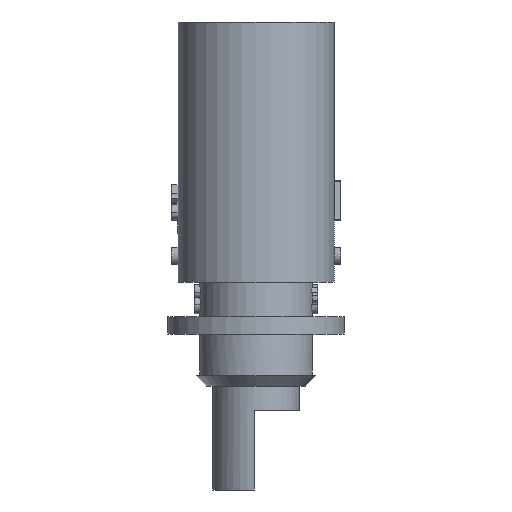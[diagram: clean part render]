
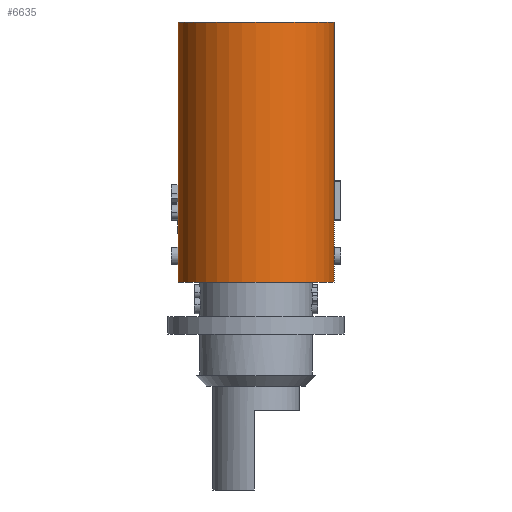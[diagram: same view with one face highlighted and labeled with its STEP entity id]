
A CAD part, left-side view. The second image highlights one B-rep face of the part: STEP entity #6635.
In plain terms, the highlighted cylindrical face has radius 2.25 mm (diameter 4.5 mm), a partial arc.
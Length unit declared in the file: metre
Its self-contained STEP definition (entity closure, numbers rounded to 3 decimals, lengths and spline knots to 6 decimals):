
#193=CYLINDRICAL_SURFACE('',#7124,0.00225);
#544=CIRCLE('',#7108,0.00225);
#547=CIRCLE('',#7112,0.00225);
#2216=ORIENTED_EDGE('',*,*,#3338,.F.);
#2217=ORIENTED_EDGE('',*,*,#3349,.T.);
#2218=ORIENTED_EDGE('',*,*,#3344,.T.);
#2219=ORIENTED_EDGE('',*,*,#3348,.F.);
#3338=EDGE_CURVE('',#4048,#4049,#544,.T.);
#3344=EDGE_CURVE('',#4054,#4055,#547,.T.);
#3348=EDGE_CURVE('',#4049,#4055,#4626,.T.);
#3349=EDGE_CURVE('',#4048,#4054,#4627,.T.);
#4048=VERTEX_POINT('',#15027);
#4049=VERTEX_POINT('',#15029);
#4054=VERTEX_POINT('',#15041);
#4055=VERTEX_POINT('',#15042);
#4626=LINE('',#15048,#5189);
#4627=LINE('',#15050,#5190);
#5189=VECTOR('',#8440,1.);
#5190=VECTOR('',#8443,1.);
#5610=EDGE_LOOP('',(#2216,#2217,#2218,#2219));
#6034=FACE_BOUND('',#5610,.T.);
#6635=ADVANCED_FACE('',(#6034),#193,.T.);
#7108=AXIS2_PLACEMENT_3D('',#15028,#8420,#8421);
#7112=AXIS2_PLACEMENT_3D('',#15040,#8431,#8432);
#7124=AXIS2_PLACEMENT_3D('',#15071,#8472,#8473);
#8420=DIRECTION('',(0.,0.,1.));
#8421=DIRECTION('',(1.,0.,0.));
#8431=DIRECTION('',(0.,0.,1.));
#8432=DIRECTION('',(1.,0.,0.));
#8440=DIRECTION('',(0.,0.,-1.));
#8443=DIRECTION('',(0.,0.,-1.));
#8472=DIRECTION('',(0.,0.,-1.));
#8473=DIRECTION('',(-1.,0.,0.));
#15027=CARTESIAN_POINT('',(-0.0035,0.00225,0.0075));
#15028=CARTESIAN_POINT('',(-0.0035,0.,0.0075));
#15029=CARTESIAN_POINT('',(-0.0035,-0.00225,0.0075));
#15040=CARTESIAN_POINT('',(-0.0035,0.,0.));
#15041=CARTESIAN_POINT('',(-0.0035,0.00225,0.));
#15042=CARTESIAN_POINT('',(-0.0035,-0.00225,0.));
#15048=CARTESIAN_POINT('',(-0.0035,-0.00225,0.0075));
#15050=CARTESIAN_POINT('',(-0.0035,0.00225,0.0075));
#15071=CARTESIAN_POINT('',(-0.0035,0.,0.0075));
